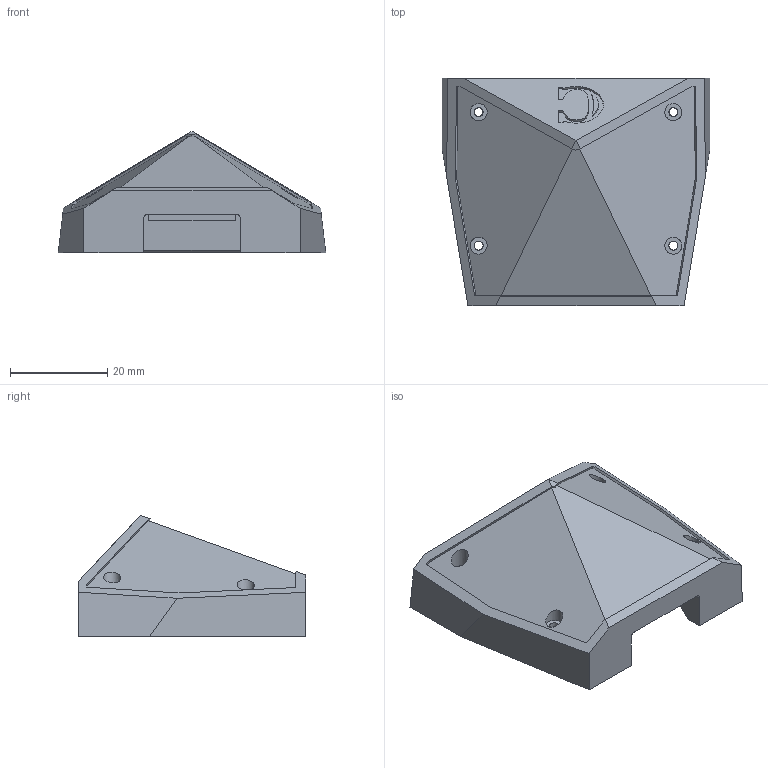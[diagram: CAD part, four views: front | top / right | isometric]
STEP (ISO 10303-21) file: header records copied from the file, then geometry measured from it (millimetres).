
FILE_DESCRIPTION(/* description */ ('Unknown'),/* implementation_level */ '2;1');
FILE_NAME(/* name */ 'nikonF_viewFinder_canonFTBTop_STD',/* time_stamp */ '2024-03-18T21:45:10-04:00',/* author */ ('Unknown'),/* organization */ ('Unknown'),/* preprocessor_version */ 'ST-DEVELOPER v18.1',/* originating_system */ 'Solid Edge',/* authorisation */ 'Unknown');
FILE_SCHEMA (('AUTOMOTIVE_DESIGN {1 0 10303 214 3 1 1}'));
Length unit declared in the file: millimetre
Products named in the file (2): nikonF_viewFinder_canonFTB; nikonF_viewFinder_canonFTBTop_STD
Assembly tree (1 placements, depth 2):
  nikonF_viewFinder_canonFTB
    nikonF_viewFinder_canonFTBTop_STD
Bounding box: 55.1 x 46.88 x 25 mm (x, y, z)
Volume: 16765.7 mm3; surface area: 8936.3 mm2
Topology: 1 solids, 1 shells, 77 faces, 205 edges, 138 vertices
Faces by surface type: plane 62, cylinder 6, bspline 5, cone 4
Full cylindrical faces by diameter (mm): 3.5 x4
Entity records: 3161 total; most frequent: CARTESIAN_POINT 716, ORIENTED_EDGE 386, DIRECTION 347, EDGE_CURVE 193, LINE 159, VECTOR 159, VERTEX_POINT 134, EDGE_LOOP 101
